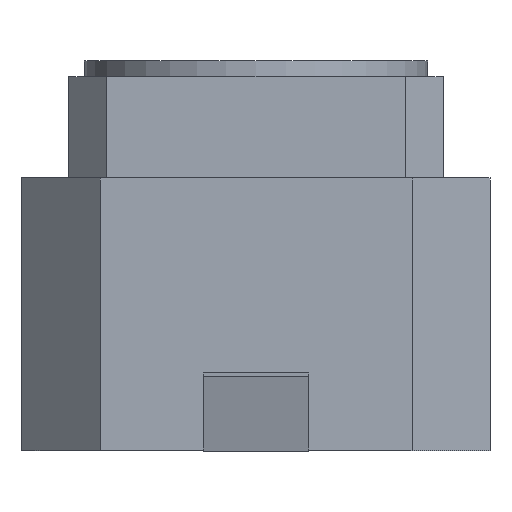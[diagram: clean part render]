
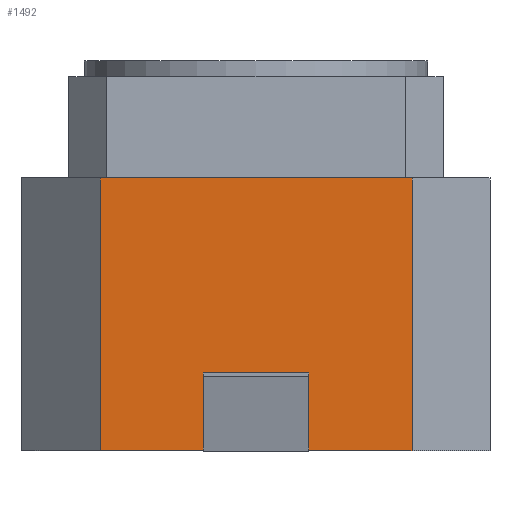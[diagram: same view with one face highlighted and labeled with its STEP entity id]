
A CAD part, left-side view. The second image highlights one B-rep face of the part: STEP entity #1492.
In plain terms, the highlighted planar face has unit normal (-1, 0, 0).
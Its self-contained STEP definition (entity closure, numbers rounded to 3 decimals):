
#1236=CARTESIAN_POINT('',(-3.0,-0.675,0.0));
#1237=VERTEX_POINT('',#1236);
#1244=CARTESIAN_POINT('',(-3.0,-0.675,0.2));
#1245=VERTEX_POINT('',#1244);
#1246=CARTESIAN_POINT('',(-3.0,-0.675,0.2));
#1247=DIRECTION('',(0.0,0.0,-1.0));
#1248=VECTOR('',#1247,0.2);
#1249=LINE('',#1246,#1248);
#1250=EDGE_CURVE('',#1245,#1237,#1249,.T.);
#1291=CARTESIAN_POINT('',(-3.0,0.675,0.2));
#1292=VERTEX_POINT('',#1291);
#1308=CARTESIAN_POINT('',(-3.0,0.675,0.2));
#1309=DIRECTION('',(0.0,-1.0,0.0));
#1310=VECTOR('',#1309,1.35);
#1311=LINE('',#1308,#1310);
#1312=EDGE_CURVE('',#1292,#1245,#1311,.T.);
#1387=CARTESIAN_POINT('',(-3.0,0.675,0.0));
#1388=VERTEX_POINT('',#1387);
#1400=CARTESIAN_POINT('',(-3.0,0.675,0.0));
#1401=DIRECTION('',(0.0,0.0,1.0));
#1402=VECTOR('',#1401,0.2);
#1403=LINE('',#1400,#1402);
#1404=EDGE_CURVE('',#1388,#1292,#1403,.T.);
#1416=CARTESIAN_POINT('',(-3.0,-2.0,0.0));
#1417=VERTEX_POINT('',#1416);
#1424=CARTESIAN_POINT('',(-3.0,-0.675,0.0));
#1425=DIRECTION('',(0.0,-1.0,0.0));
#1426=VECTOR('',#1425,1.325);
#1427=LINE('',#1424,#1426);
#1428=EDGE_CURVE('',#1237,#1417,#1427,.T.);
#1433=CARTESIAN_POINT('',(-3.0,2.0,0.0));
#1434=VERTEX_POINT('',#1433);
#1435=CARTESIAN_POINT('',(-3.0,2.0,0.0));
#1436=DIRECTION('',(0.0,-1.0,0.0));
#1437=VECTOR('',#1436,1.325);
#1438=LINE('',#1435,#1437);
#1439=EDGE_CURVE('',#1434,#1388,#1438,.T.);
#1458=CARTESIAN_POINT('',(-3.0,-2.2,-0.175));
#1459=DIRECTION('',(-1.0,0.0,0.0));
#1460=DIRECTION('',(0.0,0.0,1.0));
#1461=AXIS2_PLACEMENT_3D('',#1458,#1459,#1460);
#1462=PLANE('',#1461);
#1463=ORIENTED_EDGE('',*,*,#1404,.T.);
#1464=ORIENTED_EDGE('',*,*,#1312,.T.);
#1465=ORIENTED_EDGE('',*,*,#1250,.T.);
#1466=ORIENTED_EDGE('',*,*,#1428,.T.);
#1467=CARTESIAN_POINT('',(-3.0,-2.,3.5));
#1468=VERTEX_POINT('',#1467);
#1469=CARTESIAN_POINT('',(-3.0,-2.0,0.0));
#1470=DIRECTION('',(0.0,0.0,1.0));
#1471=VECTOR('',#1470,3.5);
#1472=LINE('',#1469,#1471);
#1473=EDGE_CURVE('',#1417,#1468,#1472,.T.);
#1474=ORIENTED_EDGE('',*,*,#1473,.T.);
#1475=CARTESIAN_POINT('',(-3.0,2.0,3.5));
#1476=VERTEX_POINT('',#1475);
#1477=CARTESIAN_POINT('',(-3.0,-2.,3.5));
#1478=DIRECTION('',(0.0,1.0,0.0));
#1479=VECTOR('',#1478,4.);
#1480=LINE('',#1477,#1479);
#1481=EDGE_CURVE('',#1468,#1476,#1480,.T.);
#1482=ORIENTED_EDGE('',*,*,#1481,.T.);
#1483=CARTESIAN_POINT('',(-3.0,2.0,0.0));
#1484=DIRECTION('',(0.0,0.0,1.0));
#1485=VECTOR('',#1484,3.5);
#1486=LINE('',#1483,#1485);
#1487=EDGE_CURVE('',#1434,#1476,#1486,.T.);
#1488=ORIENTED_EDGE('',*,*,#1487,.F.);
#1489=ORIENTED_EDGE('',*,*,#1439,.T.);
#1490=EDGE_LOOP('',(#1463,#1464,#1465,#1466,#1474,#1482,#1488,#1489));
#1491=FACE_OUTER_BOUND('',#1490,.T.);
#1492=ADVANCED_FACE('',(#1491),#1462,.T.);
